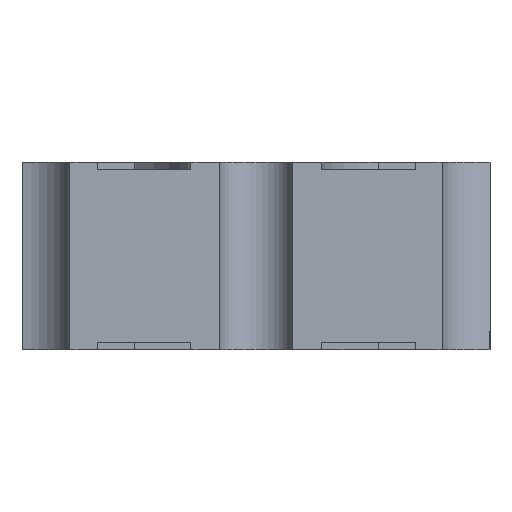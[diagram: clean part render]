
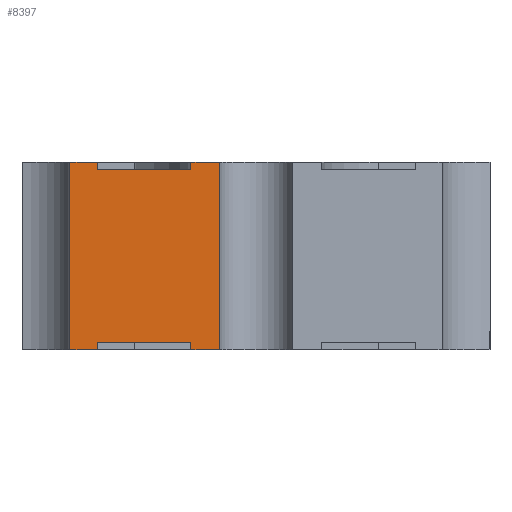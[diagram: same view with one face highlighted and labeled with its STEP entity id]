
A CAD part, left-side view. The second image highlights one B-rep face of the part: STEP entity #8397.
In plain terms, the highlighted planar face has unit normal (-1, 0, 0).
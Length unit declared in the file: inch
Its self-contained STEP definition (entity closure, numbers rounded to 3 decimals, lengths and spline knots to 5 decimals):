
#41 = DIRECTION ( 'NONE',  ( 0., 0., -1. ) ) ;
#202 = CARTESIAN_POINT ( 'NONE',  ( -0.1, 0.0424, 0. ) ) ;
#205 = DIRECTION ( 'NONE',  ( 0., 0., 1. ) ) ;
#326 = DIRECTION ( 'NONE',  ( 0., -1., 0. ) ) ;
#755 = ORIENTED_EDGE ( 'NONE', *, *, #7454, .T. ) ;
#864 = VERTEX_POINT ( 'NONE', #11603 ) ;
#1034 = DIRECTION ( 'NONE',  ( 0., 1., 0. ) ) ;
#1220 = PLANE ( 'NONE',  #1961 ) ;
#1295 = VERTEX_POINT ( 'NONE', #202 ) ;
#1655 = EDGE_CURVE ( 'NONE', #4857, #7754, #12429, .T. ) ;
#1961 = AXIS2_PLACEMENT_3D ( 'NONE', #8386, #10459, #5369 ) ;
#1970 = VECTOR ( 'NONE', #1034, 39.37008 ) ;
#2031 = FACE_OUTER_BOUND ( 'NONE', #13258, .T. ) ;
#2265 = VERTEX_POINT ( 'NONE', #10323 ) ;
#2290 = CARTESIAN_POINT ( 'NONE',  ( -0.1, 0., 0.05 ) ) ;
#2392 = VECTOR ( 'NONE', #326, 39.37008 ) ;
#2412 = ORIENTED_EDGE ( 'NONE', *, *, #5232, .T. ) ;
#2441 = ORIENTED_EDGE ( 'NONE', *, *, #9521, .T. ) ;
#2579 = CARTESIAN_POINT ( 'NONE',  ( -0.1, 0.0424, 0.048 ) ) ;
#2671 = ORIENTED_EDGE ( 'NONE', *, *, #1655, .T. ) ;
#2729 = VERTEX_POINT ( 'NONE', #5497 ) ;
#2820 = LINE ( 'NONE', #3691, #8324 ) ;
#2826 = VECTOR ( 'NONE', #6433, 39.37008 ) ;
#2838 = ORIENTED_EDGE ( 'NONE', *, *, #10775, .T. ) ;
#3197 = CARTESIAN_POINT ( 'NONE',  ( -0.1, 0.0424, 0.002 ) ) ;
#3472 = LINE ( 'NONE', #6231, #2392 ) ;
#3691 = CARTESIAN_POINT ( 'NONE',  ( -0.1, 0.00968, 0. ) ) ;
#3955 = VERTEX_POINT ( 'NONE', #10015 ) ;
#4054 = CARTESIAN_POINT ( 'NONE',  ( -0.1, 0.00968, 0.05 ) ) ;
#4122 = EDGE_CURVE ( 'NONE', #10560, #1295, #2820, .T. ) ;
#4290 = EDGE_CURVE ( 'NONE', #7824, #2265, #9380, .T. ) ;
#4374 = DIRECTION ( 'NONE',  ( 0., 1., 0. ) ) ;
#4377 = CARTESIAN_POINT ( 'NONE',  ( -0.1, 0.0497, 0.05 ) ) ;
#4670 = VECTOR ( 'NONE', #205, 39.37008 ) ;
#4744 = EDGE_CURVE ( 'NONE', #13152, #10560, #13104, .T. ) ;
#4856 = LINE ( 'NONE', #7864, #1970 ) ;
#4857 = VERTEX_POINT ( 'NONE', #12433 ) ;
#4900 = DIRECTION ( 'NONE',  ( 0., -1., 0. ) ) ;
#5196 = CARTESIAN_POINT ( 'NONE',  ( -0.1, 0.0497, 0. ) ) ;
#5232 = EDGE_CURVE ( 'NONE', #2265, #13152, #8265, .T. ) ;
#5369 = DIRECTION ( 'NONE',  ( 0., 0., -1. ) ) ;
#5388 = DIRECTION ( 'NONE',  ( 0., 0., 1. ) ) ;
#5497 = CARTESIAN_POINT ( 'NONE',  ( -0.1, 0.00968, 0. ) ) ;
#5702 = LINE ( 'NONE', #9783, #12244 ) ;
#5954 = ORIENTED_EDGE ( 'NONE', *, *, #4290, .T. ) ;
#6210 = DIRECTION ( 'NONE',  ( 0., 0., -1. ) ) ;
#6231 = CARTESIAN_POINT ( 'NONE',  ( -0.1, 0.0174, 0.002 ) ) ;
#6245 = LINE ( 'NONE', #2290, #10291 ) ;
#6429 = CARTESIAN_POINT ( 'NONE',  ( -0.1, 0.0424, 0.048 ) ) ;
#6433 = DIRECTION ( 'NONE',  ( 0., 0., -1. ) ) ;
#6912 = DIRECTION ( 'NONE',  ( 0., -1., 0. ) ) ;
#7096 = VECTOR ( 'NONE', #5388, 39.37008 ) ;
#7454 = EDGE_CURVE ( 'NONE', #7594, #4857, #3472, .T. ) ;
#7594 = VERTEX_POINT ( 'NONE', #12776 ) ;
#7754 = VERTEX_POINT ( 'NONE', #8223 ) ;
#7824 = VERTEX_POINT ( 'NONE', #2579 ) ;
#7864 = CARTESIAN_POINT ( 'NONE',  ( -0.1, 0., 0.048 ) ) ;
#8223 = CARTESIAN_POINT ( 'NONE',  ( -0.1, 0.0174, 0. ) ) ;
#8265 = LINE ( 'NONE', #10274, #12810 ) ;
#8318 = DIRECTION ( 'NONE',  ( 0., 1., 0. ) ) ;
#8324 = VECTOR ( 'NONE', #4900, 39.37008 ) ;
#8341 = CARTESIAN_POINT ( 'NONE',  ( -0.1, 0.0174, 0.002 ) ) ;
#8386 = CARTESIAN_POINT ( 'NONE',  ( -0.1, 0.00968, 0.002 ) ) ;
#8397 = ADVANCED_FACE ( 'NONE', ( #2031 ), #1220, .F. ) ;
#8876 = EDGE_CURVE ( 'NONE', #3955, #864, #9534, .T. ) ;
#9279 = CARTESIAN_POINT ( 'NONE',  ( -0.1, 0.0174, 0.048 ) ) ;
#9380 = LINE ( 'NONE', #6429, #4670 ) ;
#9395 = EDGE_CURVE ( 'NONE', #7594, #1295, #12439, .T. ) ;
#9408 = DIRECTION ( 'NONE',  ( 0., 0., -1. ) ) ;
#9514 = LINE ( 'NONE', #10709, #2826 ) ;
#9521 = EDGE_CURVE ( 'NONE', #3955, #7824, #4856, .T. ) ;
#9534 = LINE ( 'NONE', #9279, #7096 ) ;
#9783 = CARTESIAN_POINT ( 'NONE',  ( -0.1, 0.00968, 0. ) ) ;
#9791 = ORIENTED_EDGE ( 'NONE', *, *, #4744, .T. ) ;
#9847 = EDGE_CURVE ( 'NONE', #7754, #2729, #5702, .T. ) ;
#10015 = CARTESIAN_POINT ( 'NONE',  ( -0.1, 0.0174, 0.048 ) ) ;
#10027 = EDGE_CURVE ( 'NONE', #13110, #2729, #9514, .T. ) ;
#10089 = ORIENTED_EDGE ( 'NONE', *, *, #9847, .T. ) ;
#10274 = CARTESIAN_POINT ( 'NONE',  ( -0.1, 0., 0.05 ) ) ;
#10291 = VECTOR ( 'NONE', #8318, 39.37008 ) ;
#10323 = CARTESIAN_POINT ( 'NONE',  ( -0.1, 0.0424, 0.05 ) ) ;
#10459 = DIRECTION ( 'NONE',  ( 1., 0., 0. ) ) ;
#10560 = VERTEX_POINT ( 'NONE', #5196 ) ;
#10709 = CARTESIAN_POINT ( 'NONE',  ( -0.1, 0.00968, 0.002 ) ) ;
#10775 = EDGE_CURVE ( 'NONE', #13110, #864, #6245, .T. ) ;
#10787 = VECTOR ( 'NONE', #9408, 39.37008 ) ;
#11116 = ORIENTED_EDGE ( 'NONE', *, *, #9395, .F. ) ;
#11293 = CARTESIAN_POINT ( 'NONE',  ( -0.1, 0.0497, 0.002 ) ) ;
#11375 = VECTOR ( 'NONE', #6210, 39.37008 ) ;
#11603 = CARTESIAN_POINT ( 'NONE',  ( -0.1, 0.0174, 0.05 ) ) ;
#12091 = ORIENTED_EDGE ( 'NONE', *, *, #4122, .T. ) ;
#12244 = VECTOR ( 'NONE', #6912, 39.37008 ) ;
#12429 = LINE ( 'NONE', #8341, #10787 ) ;
#12433 = CARTESIAN_POINT ( 'NONE',  ( -0.1, 0.0174, 0.002 ) ) ;
#12439 = LINE ( 'NONE', #3197, #11375 ) ;
#12604 = VECTOR ( 'NONE', #41, 39.37008 ) ;
#12776 = CARTESIAN_POINT ( 'NONE',  ( -0.1, 0.0424, 0.002 ) ) ;
#12810 = VECTOR ( 'NONE', #4374, 39.37008 ) ;
#13057 = ORIENTED_EDGE ( 'NONE', *, *, #8876, .F. ) ;
#13084 = ORIENTED_EDGE ( 'NONE', *, *, #10027, .F. ) ;
#13104 = LINE ( 'NONE', #11293, #12604 ) ;
#13110 = VERTEX_POINT ( 'NONE', #4054 ) ;
#13152 = VERTEX_POINT ( 'NONE', #4377 ) ;
#13258 = EDGE_LOOP ( 'NONE', ( #13057, #2441, #5954, #2412, #9791, #12091, #11116, #755, #2671, #10089, #13084, #2838 ) ) ;
